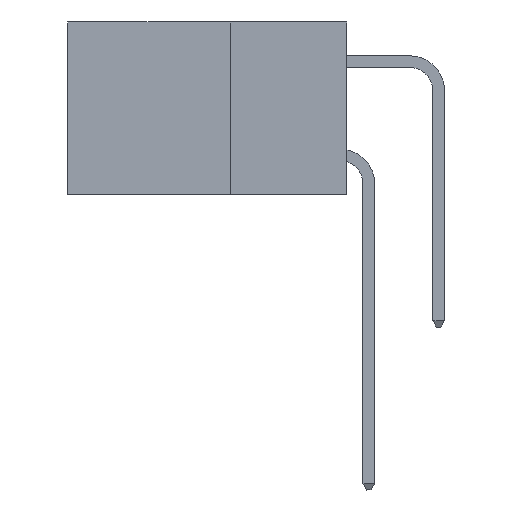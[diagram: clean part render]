
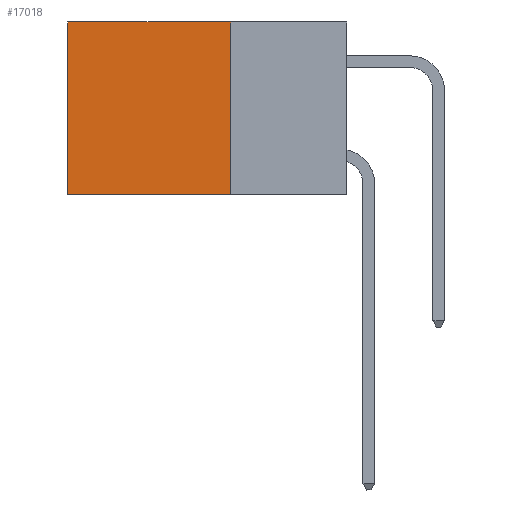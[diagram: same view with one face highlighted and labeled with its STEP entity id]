
A CAD part, left-side view. The second image highlights one B-rep face of the part: STEP entity #17018.
In plain terms, the highlighted planar face has unit normal (-1, 0, 0).
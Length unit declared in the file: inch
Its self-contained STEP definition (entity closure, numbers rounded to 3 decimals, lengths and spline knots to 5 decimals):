
#333 = DIRECTION ( 'NONE',  ( 0., 1., 0. ) ) ;
#1082 = VECTOR ( 'NONE', #333, 39.37008 ) ;
#2115 = ORIENTED_EDGE ( 'NONE', *, *, #25276, .F. ) ;
#3817 = FACE_OUTER_BOUND ( 'NONE', #23609, .T. ) ;
#4461 = CARTESIAN_POINT ( 'NONE',  ( 0.2875, 0.6, -0.37 ) ) ;
#5429 = ORIENTED_EDGE ( 'NONE', *, *, #16570, .T. ) ;
#7375 = VERTEX_POINT ( 'NONE', #42717 ) ;
#9009 = CARTESIAN_POINT ( 'NONE',  ( 0.2875, 0.6, 0. ) ) ;
#9028 = AXIS2_PLACEMENT_3D ( 'NONE', #35488, #22139, #15208 ) ;
#10290 = CARTESIAN_POINT ( 'NONE',  ( 0.2875, 0.6, 0. ) ) ;
#11005 = VECTOR ( 'NONE', #28864, 39.37008 ) ;
#11307 = VERTEX_POINT ( 'NONE', #17755 ) ;
#12215 = DIRECTION ( 'NONE',  ( 0., 0., -1. ) ) ;
#12517 = ORIENTED_EDGE ( 'NONE', *, *, #36687, .F. ) ;
#15208 = DIRECTION ( 'NONE',  ( 0., 0., -1. ) ) ;
#15706 = CARTESIAN_POINT ( 'NONE',  ( 0.2875, 0.25, 0. ) ) ;
#16436 = VECTOR ( 'NONE', #12215, 39.37008 ) ;
#16570 = EDGE_CURVE ( 'NONE', #28407, #26234, #40330, .T. ) ;
#17018 = ADVANCED_FACE ( 'NONE', ( #3817 ), #35049, .F. ) ;
#17141 = DIRECTION ( 'NONE',  ( 0., 1., 0. ) ) ;
#17755 = CARTESIAN_POINT ( 'NONE',  ( 0.2875, 0.25, 0. ) ) ;
#22139 = DIRECTION ( 'NONE',  ( 1., 0., 0. ) ) ;
#23555 = VECTOR ( 'NONE', #17141, 39.37008 ) ;
#23609 = EDGE_LOOP ( 'NONE', ( #5429, #2115, #12517, #36602 ) ) ;
#25276 = EDGE_CURVE ( 'NONE', #7375, #26234, #42118, .T. ) ;
#25626 = LINE ( 'NONE', #33815, #23555 ) ;
#26234 = VERTEX_POINT ( 'NONE', #4461 ) ;
#26704 = CARTESIAN_POINT ( 'NONE',  ( 0.2875, 0.25, -0.37 ) ) ;
#28407 = VERTEX_POINT ( 'NONE', #10290 ) ;
#28864 = DIRECTION ( 'NONE',  ( 0., 0., -1. ) ) ;
#32253 = LINE ( 'NONE', #15706, #11005 ) ;
#32312 = EDGE_CURVE ( 'NONE', #11307, #28407, #25626, .T. ) ;
#33815 = CARTESIAN_POINT ( 'NONE',  ( 0.2875, 0.25, 0. ) ) ;
#35049 = PLANE ( 'NONE',  #9028 ) ;
#35488 = CARTESIAN_POINT ( 'NONE',  ( 0.2875, 0.25, 0. ) ) ;
#36602 = ORIENTED_EDGE ( 'NONE', *, *, #32312, .T. ) ;
#36687 = EDGE_CURVE ( 'NONE', #11307, #7375, #32253, .T. ) ;
#40330 = LINE ( 'NONE', #9009, #16436 ) ;
#42118 = LINE ( 'NONE', #26704, #1082 ) ;
#42717 = CARTESIAN_POINT ( 'NONE',  ( 0.2875, 0.25, -0.37 ) ) ;
